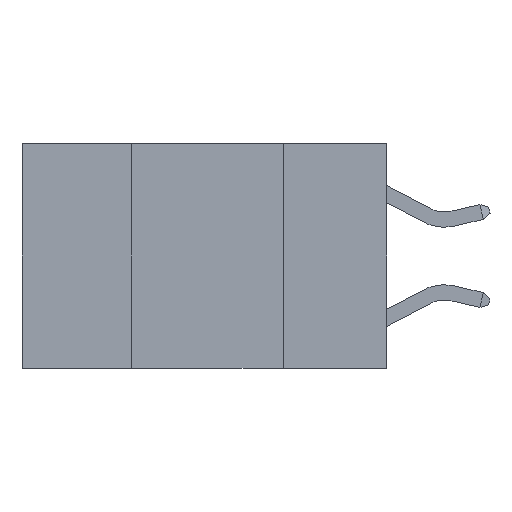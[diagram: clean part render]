
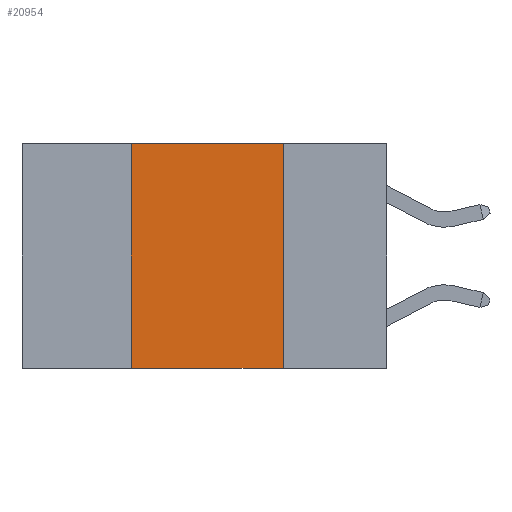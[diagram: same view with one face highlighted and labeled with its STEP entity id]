
A CAD part, left-side view. The second image highlights one B-rep face of the part: STEP entity #20954.
In plain terms, the highlighted planar face has unit normal (-1, 0, 0).
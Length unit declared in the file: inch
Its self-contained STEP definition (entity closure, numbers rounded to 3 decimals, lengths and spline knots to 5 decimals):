
#1290 = CARTESIAN_POINT ( 'NONE',  ( 0., 0.42, 0. ) ) ;
#1629 = VERTEX_POINT ( 'NONE', #1290 ) ;
#2006 = LINE ( 'NONE', #26907, #31235 ) ;
#2304 = VECTOR ( 'NONE', #16977, 39.37008 ) ;
#2484 = DIRECTION ( 'NONE',  ( 0., 0., -1. ) ) ;
#2521 = EDGE_LOOP ( 'NONE', ( #22803, #24079, #26972, #12433 ) ) ;
#4902 = DIRECTION ( 'NONE',  ( 0., -1., 0. ) ) ;
#4948 = CARTESIAN_POINT ( 'NONE',  ( 0., 0.17, 0. ) ) ;
#5930 = EDGE_CURVE ( 'NONE', #11895, #15030, #22313, .T. ) ;
#7579 = LINE ( 'NONE', #31800, #14689 ) ;
#7664 = CARTESIAN_POINT ( 'NONE',  ( 0., 0.6, -0.37 ) ) ;
#9548 = DIRECTION ( 'NONE',  ( 0., 0., 1. ) ) ;
#11895 = VERTEX_POINT ( 'NONE', #27825 ) ;
#12433 = ORIENTED_EDGE ( 'NONE', *, *, #5930, .T. ) ;
#14689 = VECTOR ( 'NONE', #9548, 39.37008 ) ;
#15030 = VERTEX_POINT ( 'NONE', #17098 ) ;
#16662 = CARTESIAN_POINT ( 'NONE',  ( 0., 0.6, 0. ) ) ;
#16977 = DIRECTION ( 'NONE',  ( 0., -1., 0. ) ) ;
#17098 = CARTESIAN_POINT ( 'NONE',  ( 0., 0.17, -0.37 ) ) ;
#18632 = FACE_OUTER_BOUND ( 'NONE', #2521, .T. ) ;
#19719 = CARTESIAN_POINT ( 'NONE',  ( 0., 0.6, 0. ) ) ;
#20954 = ADVANCED_FACE ( 'NONE', ( #18632 ), #28992, .F. ) ;
#22313 = LINE ( 'NONE', #7664, #2304 ) ;
#22803 = ORIENTED_EDGE ( 'NONE', *, *, #25342, .F. ) ;
#24079 = ORIENTED_EDGE ( 'NONE', *, *, #27331, .F. ) ;
#25342 = EDGE_CURVE ( 'NONE', #31827, #15030, #2006, .T. ) ;
#26116 = DIRECTION ( 'NONE',  ( 0., 0., -1. ) ) ;
#26364 = EDGE_CURVE ( 'NONE', #11895, #1629, #7579, .T. ) ;
#26726 = LINE ( 'NONE', #19719, #29232 ) ;
#26907 = CARTESIAN_POINT ( 'NONE',  ( 0., 0.17, 0. ) ) ;
#26972 = ORIENTED_EDGE ( 'NONE', *, *, #26364, .F. ) ;
#27331 = EDGE_CURVE ( 'NONE', #1629, #31827, #26726, .T. ) ;
#27825 = CARTESIAN_POINT ( 'NONE',  ( 0., 0.42, -0.37 ) ) ;
#28992 = PLANE ( 'NONE',  #30077 ) ;
#29232 = VECTOR ( 'NONE', #4902, 39.37008 ) ;
#30077 = AXIS2_PLACEMENT_3D ( 'NONE', #16662, #31125, #26116 ) ;
#31125 = DIRECTION ( 'NONE',  ( 1., 0., 0. ) ) ;
#31235 = VECTOR ( 'NONE', #2484, 39.37008 ) ;
#31800 = CARTESIAN_POINT ( 'NONE',  ( 0., 0.42, 0. ) ) ;
#31827 = VERTEX_POINT ( 'NONE', #4948 ) ;
